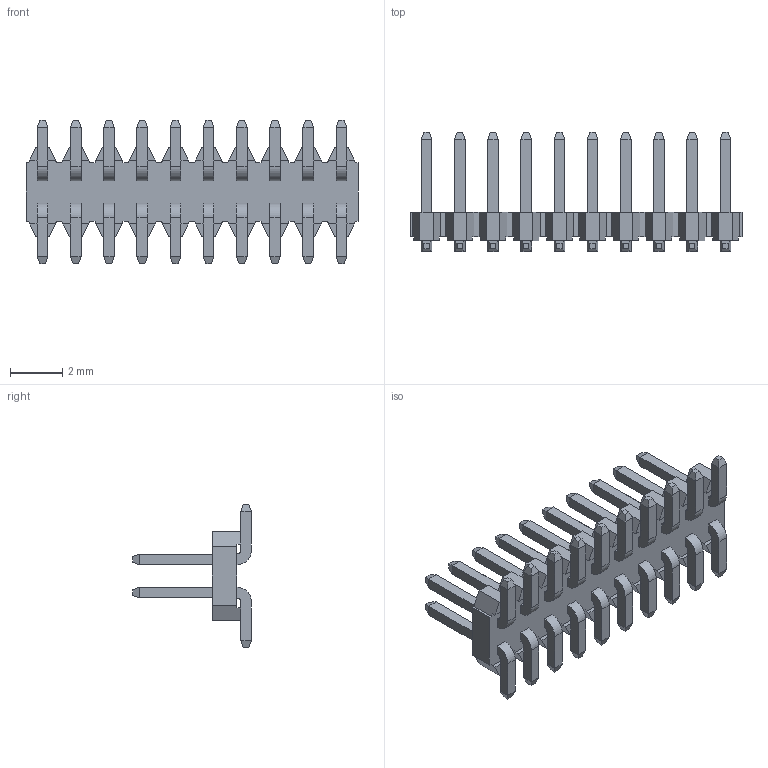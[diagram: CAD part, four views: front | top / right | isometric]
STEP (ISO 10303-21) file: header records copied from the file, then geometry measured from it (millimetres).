
FILE_DESCRIPTION (( 'STEP AP214' ), '1' );
FILE_NAME ('20021121-00020D4LF.STEP', '2023-06-02T13:27:54', ( '' ), ( '' ), 'SwSTEP 2.0', 'SolidWorks 2021', '' );
FILE_SCHEMA (( 'AUTOMOTIVE_DESIGN' ));
Length unit declared in the file: millimetre
Products named in the file (3): Pin^20021121-additional-goldtin; 20021121-additional body-goldtin_10; 20021121-00020D4LF
Assembly tree (11 placements, depth 2):
  20021121-00020D4LF
    20021121-additional body-goldtin_10
    Pin^20021121-additional-goldtin  x10
Bounding box: 12.7 x 4.55 x 5.5 mm (x, y, z)
Volume: 53.9 mm3; surface area: 361.7 mm2
Topology: 41 solids, 41 shells, 646 faces, 1532 edges, 968 vertices
Faces by surface type: plane 606, cylinder 40
Entity records: 8177 total; most frequent: CARTESIAN_POINT 1432, ORIENTED_EDGE 1408, DIRECTION 1240, EDGE_CURVE 704, VECTOR 696, LINE 696, VERTEX_POINT 464, EDGE_LOOP 290
